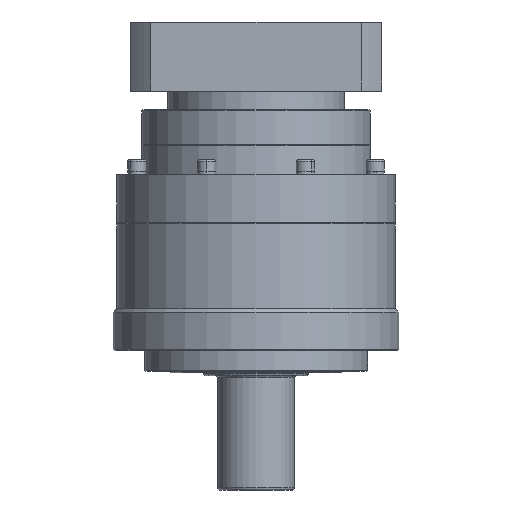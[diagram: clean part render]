
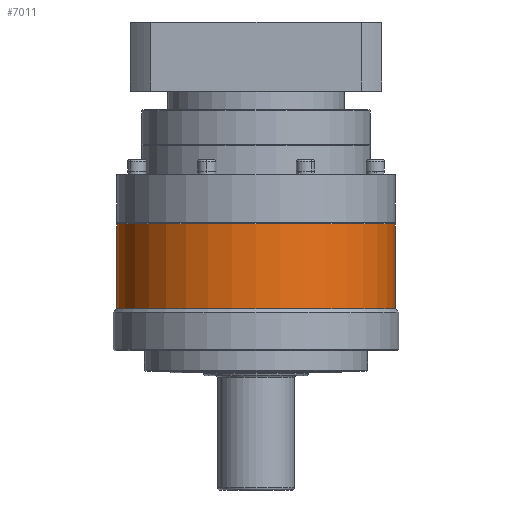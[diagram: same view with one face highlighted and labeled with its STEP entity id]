
A CAD part, front view. The second image highlights one B-rep face of the part: STEP entity #7011.
In plain terms, the highlighted cylindrical face has radius 100 mm (diameter 200 mm), a partial arc.
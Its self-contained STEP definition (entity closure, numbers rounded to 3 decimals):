
#856 = CARTESIAN_POINT ( 'NONE',  ( 42.343, 18.696, 52.45 ) ) ;
#932 = ORIENTED_EDGE ( 'NONE', *, *, #5131, .T. ) ;
#1482 = FACE_OUTER_BOUND ( 'NONE', #9003, .T. ) ;
#1551 = CIRCLE ( 'NONE', #2155, 100. ) ;
#2155 = AXIS2_PLACEMENT_3D ( 'NONE', #11903, #3601, #13328 ) ;
#2405 = LINE ( 'NONE', #6317, #5202 ) ;
#3601 = DIRECTION ( 'NONE',  ( 0., 0., 1. ) ) ;
#4086 = DIRECTION ( 'NONE',  ( 0., 0., 1. ) ) ;
#4152 = DIRECTION ( 'NONE',  ( 1., 0., 0. ) ) ;
#5129 = EDGE_CURVE ( 'NONE', #6957, #6139, #2405, .T. ) ;
#5131 = EDGE_CURVE ( 'NONE', #6957, #6815, #1551, .T. ) ;
#5202 = VECTOR ( 'NONE', #17442, 1000. ) ;
#5384 = VECTOR ( 'NONE', #7663, 1000. ) ;
#5385 = DIRECTION ( 'NONE',  ( 0., 0., -1. ) ) ;
#6139 = VERTEX_POINT ( 'NONE', #12984 ) ;
#6273 = EDGE_CURVE ( 'NONE', #6815, #9895, #16486, .T. ) ;
#6317 = CARTESIAN_POINT ( 'NONE',  ( -157.657, 18.696, -331.063 ) ) ;
#6688 = CARTESIAN_POINT ( 'NONE',  ( -157.657, 18.696, -8.25 ) ) ;
#6815 = VERTEX_POINT ( 'NONE', #13264 ) ;
#6957 = VERTEX_POINT ( 'NONE', #6688 ) ;
#7011 = ADVANCED_FACE ( 'NONE', ( #1482 ), #12091, .T. ) ;
#7522 = EDGE_CURVE ( 'NONE', #9895, #6139, #7928, .T. ) ;
#7663 = DIRECTION ( 'NONE',  ( 0., 0., 1. ) ) ;
#7928 = CIRCLE ( 'NONE', #9846, 100. ) ;
#9003 = EDGE_LOOP ( 'NONE', ( #12855, #932, #14403, #11966 ) ) ;
#9846 = AXIS2_PLACEMENT_3D ( 'NONE', #13728, #5385, #15122 ) ;
#9895 = VERTEX_POINT ( 'NONE', #856 ) ;
#10539 = AXIS2_PLACEMENT_3D ( 'NONE', #12464, #4086, #4152 ) ;
#11857 = CARTESIAN_POINT ( 'NONE',  ( 42.343, 18.696, -331.063 ) ) ;
#11903 = CARTESIAN_POINT ( 'NONE',  ( -57.657, 18.696, -8.25 ) ) ;
#11966 = ORIENTED_EDGE ( 'NONE', *, *, #7522, .T. ) ;
#12091 = CYLINDRICAL_SURFACE ( 'NONE', #10539, 100. ) ;
#12464 = CARTESIAN_POINT ( 'NONE',  ( -57.657, 18.696, -331.063 ) ) ;
#12855 = ORIENTED_EDGE ( 'NONE', *, *, #5129, .F. ) ;
#12984 = CARTESIAN_POINT ( 'NONE',  ( -157.657, 18.696, 52.45 ) ) ;
#13264 = CARTESIAN_POINT ( 'NONE',  ( 42.343, 18.696, -8.25 ) ) ;
#13328 = DIRECTION ( 'NONE',  ( -1., 0., 0. ) ) ;
#13728 = CARTESIAN_POINT ( 'NONE',  ( -57.657, 18.696, 52.45 ) ) ;
#14403 = ORIENTED_EDGE ( 'NONE', *, *, #6273, .T. ) ;
#15122 = DIRECTION ( 'NONE',  ( 1., 0., 0. ) ) ;
#16486 = LINE ( 'NONE', #11857, #5384 ) ;
#17442 = DIRECTION ( 'NONE',  ( 0., 0., 1. ) ) ;
